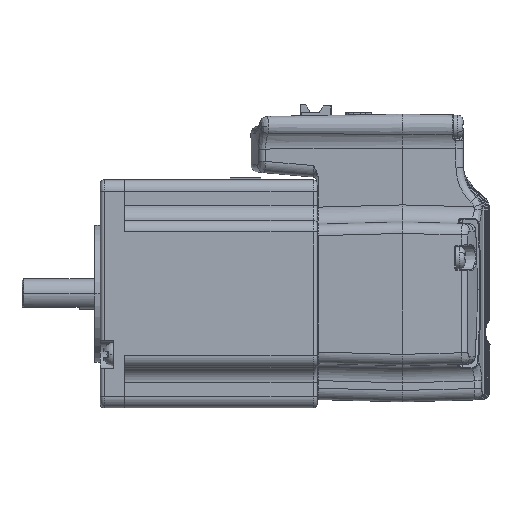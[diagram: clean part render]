
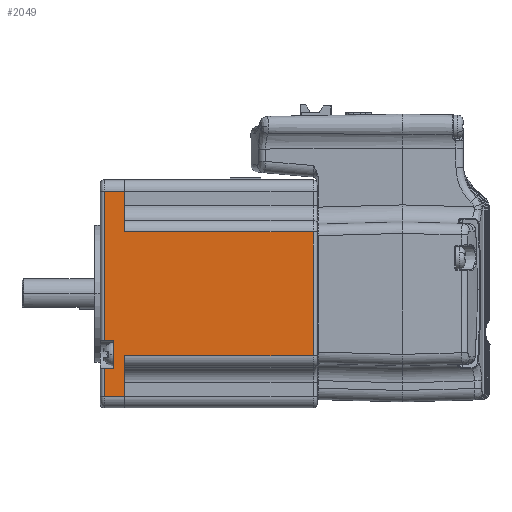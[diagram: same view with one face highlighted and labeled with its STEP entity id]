
A CAD part, left-side view. The second image highlights one B-rep face of the part: STEP entity #2049.
In plain terms, the highlighted planar face has unit normal (-1, 0, 0).
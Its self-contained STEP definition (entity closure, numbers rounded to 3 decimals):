
#2049=ADVANCED_FACE('',(#5610),#5611,.T.);
#5610=FACE_OUTER_BOUND('',#12440,.T.);
#5611=PLANE('',#12441);
#12440=EDGE_LOOP('',(#47698,#47699,#47700,#47701,#47702,#47703,#47704,#47705,#47706,#47707,#47708,#47709));
#12441=AXIS2_PLACEMENT_3D('',#47710,#47711,#47712);
#47698=ORIENTED_EDGE('',*,*,#71777,.T.);
#47699=ORIENTED_EDGE('',*,*,#71815,.F.);
#47700=ORIENTED_EDGE('',*,*,#71816,.F.);
#47701=ORIENTED_EDGE('',*,*,#71813,.T.);
#47702=ORIENTED_EDGE('',*,*,#71755,.T.);
#47703=ORIENTED_EDGE('',*,*,#71764,.T.);
#47704=ORIENTED_EDGE('',*,*,#71765,.T.);
#47705=ORIENTED_EDGE('',*,*,#71716,.F.);
#47706=ORIENTED_EDGE('',*,*,#71766,.T.);
#47707=ORIENTED_EDGE('',*,*,#71714,.F.);
#47708=ORIENTED_EDGE('',*,*,#71767,.T.);
#47709=ORIENTED_EDGE('',*,*,#71769,.T.);
#47710=CARTESIAN_POINT('',(-30.481,64.5,30.));
#47711=DIRECTION('',(-1.0,0.0,0.0));
#47712=DIRECTION('',(0.0,0.,-1.0));
#71714=EDGE_CURVE('',#80520,#80522,#80523,.T.);
#71716=EDGE_CURVE('',#80525,#80526,#80527,.F.);
#71755=EDGE_CURVE('',#80586,#80587,#80588,.F.);
#71764=EDGE_CURVE('',#80587,#80461,#80603,.F.);
#71765=EDGE_CURVE('',#80461,#80526,#80604,.T.);
#71766=EDGE_CURVE('',#80525,#80522,#80605,.T.);
#71767=EDGE_CURVE('',#80520,#80419,#80606,.T.);
#71769=EDGE_CURVE('',#80419,#80607,#80610,.T.);
#71777=EDGE_CURVE('',#80607,#80622,#80624,.F.);
#71813=EDGE_CURVE('',#80677,#80586,#80678,.F.);
#71815=EDGE_CURVE('',#80680,#80622,#80681,.F.);
#71816=EDGE_CURVE('',#80677,#80680,#80682,.T.);
#80419=VERTEX_POINT('',#94645);
#80461=VERTEX_POINT('',#94702);
#80520=VERTEX_POINT('',#94787);
#80522=VERTEX_POINT('',#94789);
#80523=LINE('',#94790,#94791);
#80525=VERTEX_POINT('',#94794);
#80526=VERTEX_POINT('',#94795);
#80527=LINE('',#94796,#94797);
#80586=VERTEX_POINT('',#94885);
#80587=VERTEX_POINT('',#94886);
#80588=LINE('',#94887,#94888);
#80603=LINE('',#94907,#94908);
#80604=LINE('',#94909,#94910);
#80605=LINE('',#94911,#94912);
#80606=LINE('',#94913,#94914);
#80607=VERTEX_POINT('',#94915);
#80610=LINE('',#94918,#94919);
#80622=VERTEX_POINT('',#94935);
#80624=LINE('',#94937,#94938);
#80677=VERTEX_POINT('',#95018);
#80678=LINE('',#95019,#95020);
#80680=VERTEX_POINT('',#95022);
#80681=LINE('',#95023,#95024);
#80682=LINE('',#95025,#95026);
#94645=CARTESIAN_POINT('',(-30.481,63.5,-27.));
#94702=CARTESIAN_POINT('',(-30.481,63.5,27.));
#94787=CARTESIAN_POINT('',(-30.481,63.5,-19.6));
#94789=CARTESIAN_POINT('',(-30.481,61.,-19.6));
#94790=CARTESIAN_POINT('',(-30.481,64.5,-19.6));
#94791=VECTOR('',#122317,1000.0);
#94794=CARTESIAN_POINT('',(-30.481,61.,-12.2));
#94795=CARTESIAN_POINT('',(-30.481,63.5,-12.2));
#94796=CARTESIAN_POINT('',(-30.481,64.5,-12.2));
#94797=VECTOR('',#122319,1000.0);
#94885=CARTESIAN_POINT('',(-30.481,58.2,16.3));
#94886=CARTESIAN_POINT('',(-30.481,58.2,27.));
#94887=CARTESIAN_POINT('',(-30.481,58.2,30.));
#94888=VECTOR('',#122376,1000.0);
#94907=CARTESIAN_POINT('',(-30.481,64.5,27.));
#94908=VECTOR('',#122393,1000.0);
#94909=CARTESIAN_POINT('',(-30.481,63.5,30.));
#94910=VECTOR('',#122394,1000.0);
#94911=CARTESIAN_POINT('',(-30.481,61.,30.));
#94912=VECTOR('',#122395,1000.0);
#94913=CARTESIAN_POINT('',(-30.481,63.5,30.));
#94914=VECTOR('',#122396,1000.0);
#94915=CARTESIAN_POINT('',(-30.481,58.2,-27.));
#94918=CARTESIAN_POINT('',(-30.481,64.5,-27.));
#94919=VECTOR('',#122400,1000.0);
#94935=CARTESIAN_POINT('',(-30.481,58.2,-16.3));
#94937=CARTESIAN_POINT('',(-30.481,58.2,30.));
#94938=VECTOR('',#122414,1000.0);
#95018=CARTESIAN_POINT('',(-30.481,8.5,16.3));
#95019=CARTESIAN_POINT('',(-30.481,64.5,16.3));
#95020=VECTOR('',#122466,1000.0);
#95022=CARTESIAN_POINT('',(-30.481,8.5,-16.3));
#95023=CARTESIAN_POINT('',(-30.481,58.2,-16.3));
#95024=VECTOR('',#122470,1000.0);
#95025=CARTESIAN_POINT('',(-30.481,8.5,16.3));
#95026=VECTOR('',#122471,1000.0);
#122317=DIRECTION('',(0.0,-1.0,0.));
#122319=DIRECTION('',(0.0,-1.0,0.));
#122376=DIRECTION('',(0.0,0.,-1.0));
#122393=DIRECTION('',(0.0,-1.0,0.));
#122394=DIRECTION('',(0.0,0.,-1.0));
#122395=DIRECTION('',(0.0,0.,-1.0));
#122396=DIRECTION('',(0.0,0.,-1.0));
#122400=DIRECTION('',(0.0,-1.0,0.));
#122414=DIRECTION('',(0.0,0.,-1.0));
#122466=DIRECTION('',(0.0,-1.0,0.));
#122470=DIRECTION('',(0.,-1.0,0.));
#122471=DIRECTION('',(0.,0.,-1.0));
